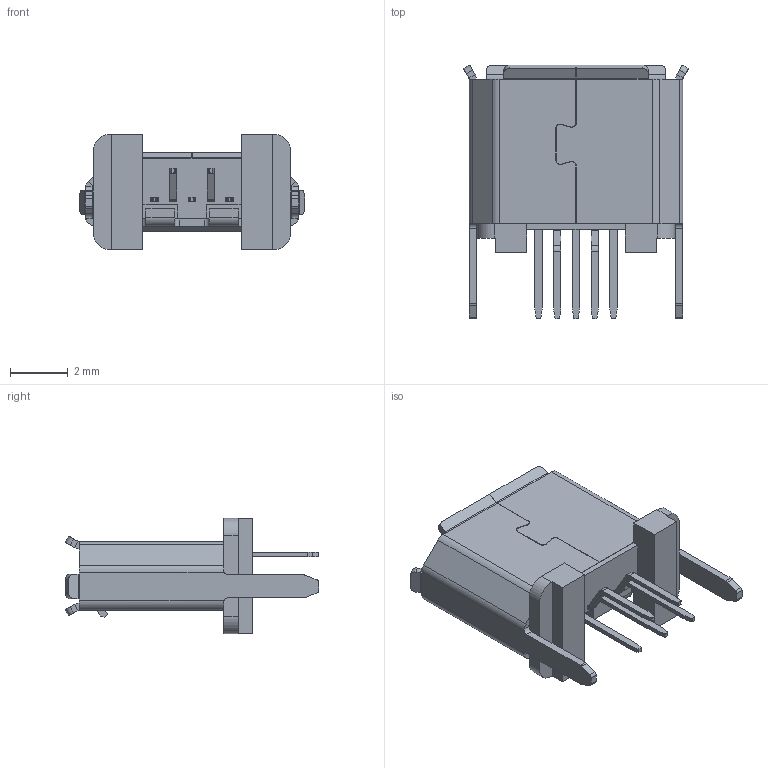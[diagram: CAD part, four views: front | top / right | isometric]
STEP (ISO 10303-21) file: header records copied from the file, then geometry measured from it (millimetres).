
FILE_DESCRIPTION (( 'STEP AP214' ), '1' );
FILE_NAME ('USB3145-30-1-A.STEP', '2021-08-13T07:48:56', ( '' ), ( '' ), 'SwSTEP 2.0', 'SolidWorks 2017', '' );
FILE_SCHEMA (( 'AUTOMOTIVE_DESIGN' ));
Length unit declared in the file: millimetre
Products named in the file (1): USB3145-30-1-A
Bounding box: 7.8 x 8.8 x 4 mm (x, y, z)
Volume: 61.1 mm3; surface area: 381.5 mm2
Topology: 8 solids, 8 shells, 463 faces, 1219 edges, 764 vertices
Faces by surface type: plane 324, cylinder 135, sphere 4
Entity records: 14836 total; most frequent: CARTESIAN_POINT 2569, ORIENTED_EDGE 2430, DIRECTION 2379, EDGE_CURVE 1215, VECTOR 935, LINE 935, VERTEX_POINT 764, AXIS2_PLACEMENT_3D 722
